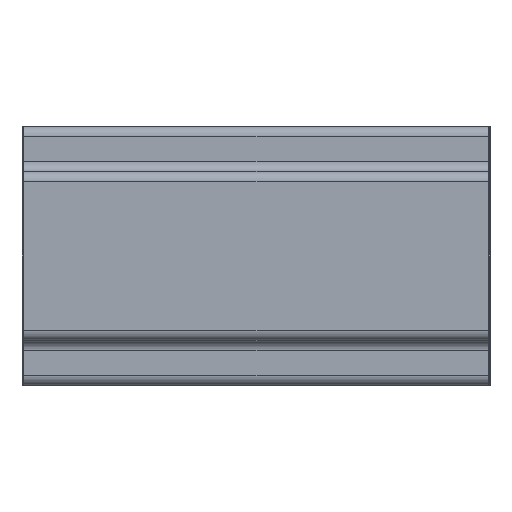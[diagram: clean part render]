
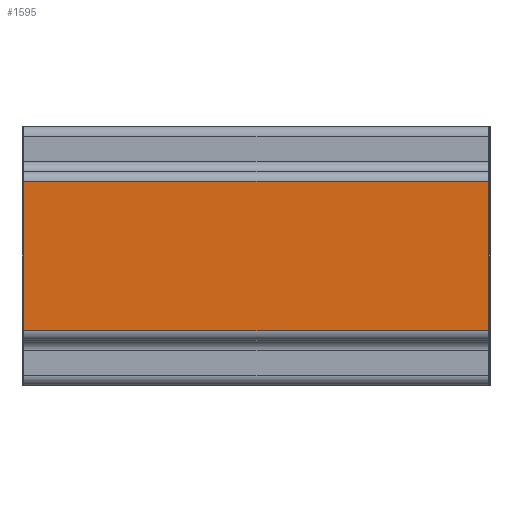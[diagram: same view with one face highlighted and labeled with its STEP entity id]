
A CAD part, left-side view. The second image highlights one B-rep face of the part: STEP entity #1595.
In plain terms, the highlighted planar face has unit normal (-1, 0, 0).
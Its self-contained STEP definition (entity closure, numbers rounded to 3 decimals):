
#419=ORIENTED_EDGE('',*,*,#621,.T.);
#420=ORIENTED_EDGE('',*,*,#730,.F.);
#421=ORIENTED_EDGE('',*,*,#606,.F.);
#422=ORIENTED_EDGE('',*,*,#731,.T.);
#606=EDGE_CURVE('',#813,#814,#951,.T.);
#621=EDGE_CURVE('',#829,#828,#960,.T.);
#730=EDGE_CURVE('',#814,#828,#1015,.T.);
#731=EDGE_CURVE('',#813,#829,#1016,.T.);
#813=VERTEX_POINT('',#2400);
#814=VERTEX_POINT('',#2402);
#828=VERTEX_POINT('',#2431);
#829=VERTEX_POINT('',#2433);
#951=LINE('',#2401,#1083);
#960=LINE('',#2432,#1092);
#1015=LINE('',#2685,#1147);
#1016=LINE('',#2686,#1148);
#1083=VECTOR('',#1894,1000.);
#1092=VECTOR('',#1917,1000.);
#1147=VECTOR('',#2196,1000.);
#1148=VECTOR('',#2197,1000.);
#1293=EDGE_LOOP('',(#419,#420,#421,#422));
#1443=FACE_BOUND('',#1293,.T.);
#1510=PLANE('',#1780);
#1595=ADVANCED_FACE('',(#1443),#1510,.F.);
#1780=AXIS2_PLACEMENT_3D('',#2684,#2194,#2195);
#1894=DIRECTION('',(0.,0.,1.));
#1917=DIRECTION('',(0.,0.,1.));
#2194=DIRECTION('',(1.,0.,0.));
#2195=DIRECTION('',(0.,0.,-1.));
#2196=DIRECTION('',(0.,-1.,0.));
#2197=DIRECTION('',(0.,-1.,0.));
#2400=CARTESIAN_POINT('',(-61.5,46.8,-7.5));
#2401=CARTESIAN_POINT('',(-61.5,46.8,-7.5));
#2402=CARTESIAN_POINT('',(-61.5,46.8,7.5));
#2431=CARTESIAN_POINT('',(-61.5,0.2,7.5));
#2432=CARTESIAN_POINT('',(-61.5,0.2,-7.5));
#2433=CARTESIAN_POINT('',(-61.5,0.2,-7.5));
#2684=CARTESIAN_POINT('',(-61.5,46.8,-7.5));
#2685=CARTESIAN_POINT('',(-61.5,46.8,7.5));
#2686=CARTESIAN_POINT('',(-61.5,46.8,-7.5));
